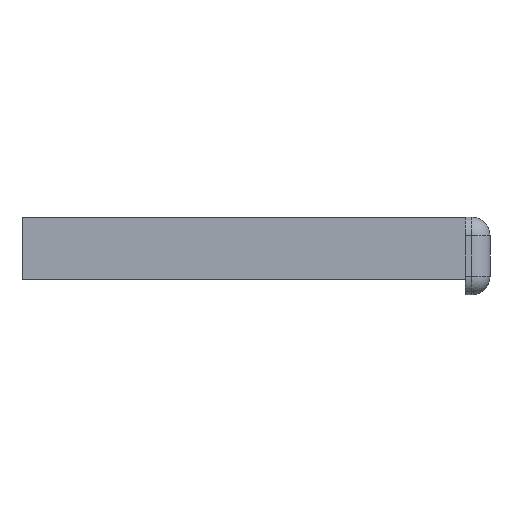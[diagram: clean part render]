
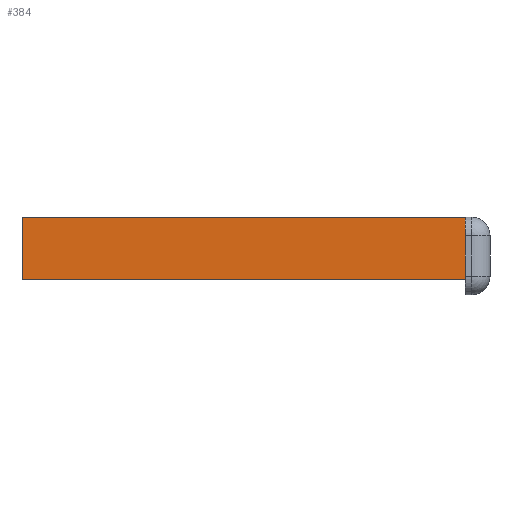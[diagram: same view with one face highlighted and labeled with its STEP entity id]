
A CAD part, front view. The second image highlights one B-rep face of the part: STEP entity #384.
In plain terms, the highlighted planar face has unit normal (0, -1, 0).
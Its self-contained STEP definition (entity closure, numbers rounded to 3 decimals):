
#22 = VERTEX_POINT('',#23);
#23 = CARTESIAN_POINT('',(142.5,-64.75,0.));
#104 = VERTEX_POINT('',#105);
#105 = CARTESIAN_POINT('',(0.,-64.75,0.));
#111 = EDGE_CURVE('',#104,#22,#112,.T.);
#112 = LINE('',#113,#114);
#113 = CARTESIAN_POINT('',(-142.5,-64.75,0.));
#114 = VECTOR('',#115,1.);
#115 = DIRECTION('',(1.,0.,0.));
#342 = VERTEX_POINT('',#343);
#343 = CARTESIAN_POINT('',(142.5,-64.75,-20.));
#349 = EDGE_CURVE('',#22,#342,#350,.T.);
#350 = LINE('',#351,#352);
#351 = CARTESIAN_POINT('',(142.5,-64.75,-4.));
#352 = VECTOR('',#353,1.);
#353 = DIRECTION('',(0.,0.,-1.));
#384 = ADVANCED_FACE('',(#385),#403,.T.);
#385 = FACE_BOUND('',#386,.T.);
#386 = EDGE_LOOP('',(#387,#388,#396,#402));
#387 = ORIENTED_EDGE('',*,*,#111,.F.);
#388 = ORIENTED_EDGE('',*,*,#389,.F.);
#389 = EDGE_CURVE('',#390,#104,#392,.T.);
#390 = VERTEX_POINT('',#391);
#391 = CARTESIAN_POINT('',(0.,-64.75,-20.));
#392 = LINE('',#393,#394);
#393 = CARTESIAN_POINT('',(0.,-64.75,-187.057));
#394 = VECTOR('',#395,1.);
#395 = DIRECTION('',(0.,0.,1.));
#396 = ORIENTED_EDGE('',*,*,#397,.F.);
#397 = EDGE_CURVE('',#342,#390,#398,.T.);
#398 = LINE('',#399,#400);
#399 = CARTESIAN_POINT('',(142.5,-64.75,-20.));
#400 = VECTOR('',#401,1.);
#401 = DIRECTION('',(-1.,0.,0.));
#402 = ORIENTED_EDGE('',*,*,#349,.F.);
#403 = PLANE('',#404);
#404 = AXIS2_PLACEMENT_3D('',#405,#406,#407);
#405 = CARTESIAN_POINT('',(0.,-64.75,-10.));
#406 = DIRECTION('',(-0.,-1.,-0.));
#407 = DIRECTION('',(0.,0.,-1.));
